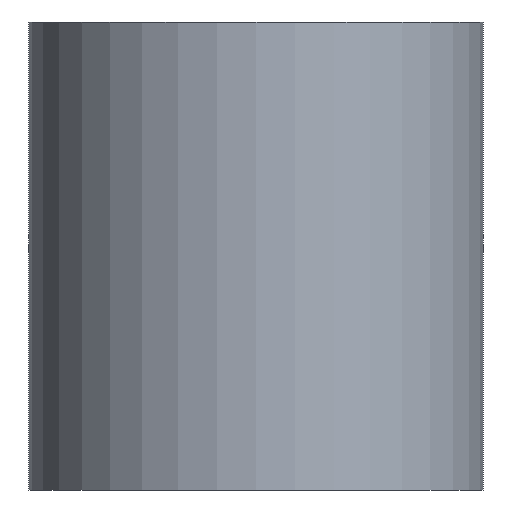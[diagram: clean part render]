
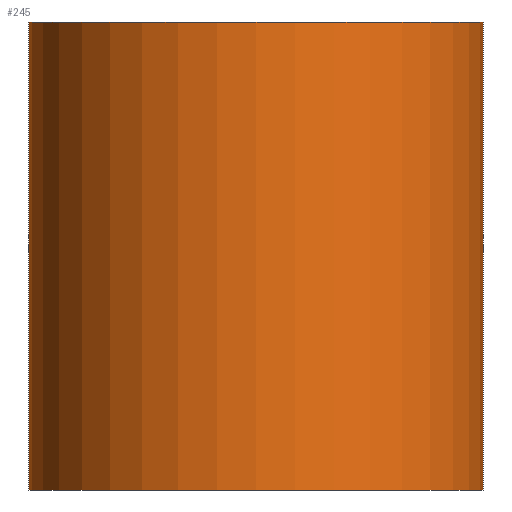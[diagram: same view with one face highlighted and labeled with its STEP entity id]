
A CAD part, front view. The second image highlights one B-rep face of the part: STEP entity #245.
In plain terms, the highlighted cylindrical face has radius 8.25 mm (diameter 16.5 mm), a partial arc.
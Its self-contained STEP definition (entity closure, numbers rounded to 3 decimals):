
#3 = LINE ( 'NONE', #298, #50 ) ;
#5 = DIRECTION ( 'NONE',  ( 0., 0., -1. ) ) ;
#8 = DIRECTION ( 'NONE',  ( 0., 0., -1. ) ) ;
#15 = CIRCLE ( 'NONE', #139, 8.25 ) ;
#26 = CIRCLE ( 'NONE', #48, 8.25 ) ;
#48 = AXIS2_PLACEMENT_3D ( 'NONE', #147, #173, #98 ) ;
#50 = VECTOR ( 'NONE', #5, 1000. ) ;
#56 = CARTESIAN_POINT ( 'NONE',  ( 0., 0., 15. ) ) ;
#62 = ORIENTED_EDGE ( 'NONE', *, *, #114, .F. ) ;
#77 = FACE_OUTER_BOUND ( 'NONE', #121, .T. ) ;
#79 = DIRECTION ( 'NONE',  ( 1., 0., 0. ) ) ;
#82 = CARTESIAN_POINT ( 'NONE',  ( 0., 0., 17. ) ) ;
#93 = AXIS2_PLACEMENT_3D ( 'NONE', #56, #8, #104 ) ;
#98 = DIRECTION ( 'NONE',  ( 1., 0., 0. ) ) ;
#104 = DIRECTION ( 'NONE',  ( -1., 0., 0. ) ) ;
#113 = ORIENTED_EDGE ( 'NONE', *, *, #181, .F. ) ;
#114 = EDGE_CURVE ( 'NONE', #195, #248, #3, .T. ) ;
#121 = EDGE_LOOP ( 'NONE', ( #62, #113, #292, #295 ) ) ;
#125 = CARTESIAN_POINT ( 'NONE',  ( 8.25, 0., 17. ) ) ;
#131 = EDGE_CURVE ( 'NONE', #319, #248, #26, .T. ) ;
#134 = DIRECTION ( 'NONE',  ( 0., 0., -1. ) ) ;
#139 = AXIS2_PLACEMENT_3D ( 'NONE', #82, #278, #79 ) ;
#147 = CARTESIAN_POINT ( 'NONE',  ( 0., 0., 0. ) ) ;
#162 = CARTESIAN_POINT ( 'NONE',  ( -8.25, 0., 15. ) ) ;
#173 = DIRECTION ( 'NONE',  ( 0., 0., 1. ) ) ;
#181 = EDGE_CURVE ( 'NONE', #312, #195, #15, .T. ) ;
#195 = VERTEX_POINT ( 'NONE', #125 ) ;
#199 = LINE ( 'NONE', #162, #276 ) ;
#202 = CYLINDRICAL_SURFACE ( 'NONE', #93, 8.25 ) ;
#218 = CARTESIAN_POINT ( 'NONE',  ( -8.25, 0., 17. ) ) ;
#245 = ADVANCED_FACE ( 'NONE', ( #77 ), #202, .T. ) ;
#246 = CARTESIAN_POINT ( 'NONE',  ( 8.25, 0., 0. ) ) ;
#248 = VERTEX_POINT ( 'NONE', #246 ) ;
#267 = CARTESIAN_POINT ( 'NONE',  ( -8.25, 0., 0. ) ) ;
#276 = VECTOR ( 'NONE', #134, 1000. ) ;
#278 = DIRECTION ( 'NONE',  ( 0., 0., 1. ) ) ;
#291 = EDGE_CURVE ( 'NONE', #312, #319, #199, .T. ) ;
#292 = ORIENTED_EDGE ( 'NONE', *, *, #291, .T. ) ;
#295 = ORIENTED_EDGE ( 'NONE', *, *, #131, .T. ) ;
#298 = CARTESIAN_POINT ( 'NONE',  ( 8.25, 0., 15. ) ) ;
#312 = VERTEX_POINT ( 'NONE', #218 ) ;
#319 = VERTEX_POINT ( 'NONE', #267 ) ;
